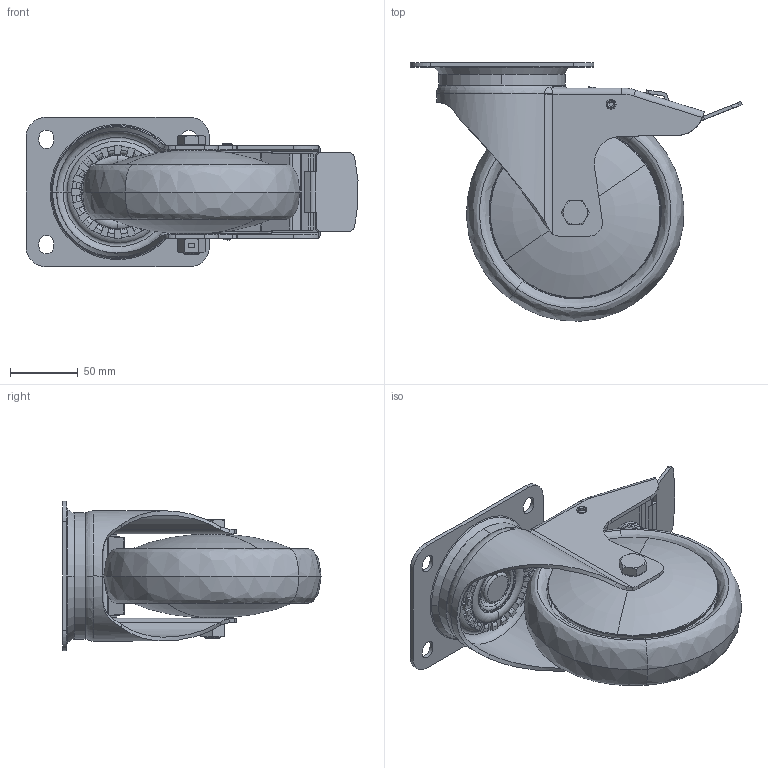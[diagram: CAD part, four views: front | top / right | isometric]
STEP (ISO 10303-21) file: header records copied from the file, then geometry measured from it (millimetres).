
FILE_DESCRIPTION (( 'STEP AP214' ), '1' );
FILE_NAME ('0055736.step', '2023-09-28T10:29:57', ( '' ), ( '' ), 'SwSTEP 2.0', 'SolidWorks 2020', '' );
FILE_SCHEMA (( 'AUTOMOTIVE_DESIGN' ));
Length unit declared in the file: millimetre
Products named in the file (1): 0055736
Bounding box: 244.14 x 189.92 x 110 mm (x, y, z)
Volume: 674670.6 mm3; surface area: 340843.1 mm2
Topology: 19 solids, 20 shells, 1354 faces, 3486 edges, 2144 vertices
Faces by surface type: plane 479, cylinder 323, torus 290, cone 124, sphere 74, bspline 64
Entity records: 64810 total; most frequent: CARTESIAN_POINT 17546, DIRECTION 6971, ORIENTED_EDGE 6684, EDGE_CURVE 3342, AXIS2_PLACEMENT_3D 2826, VERTEX_POINT 2060, CIRCLE 1535, EDGE_LOOP 1442
